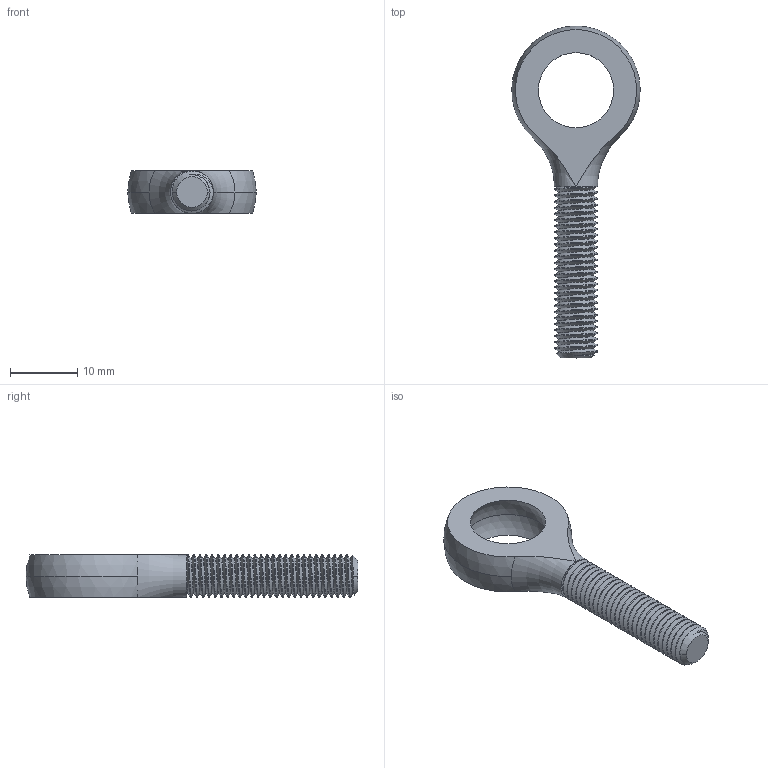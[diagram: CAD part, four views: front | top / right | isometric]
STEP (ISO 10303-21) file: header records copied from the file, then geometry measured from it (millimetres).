
FILE_DESCRIPTION (( 'STEP AP203' ), '1' );
FILE_NAME ('60645K121_Ball Joint Rod End_60645K121_sldprt.STEP', '2023-01-20T01:33:18', ( '' ), ( '' ), 'SwSTEP 2.0', 'SolidWorks 2022', '' );
FILE_SCHEMA (( 'CONFIG_CONTROL_DESIGN' ));
Length unit declared in the file: inch
Products named in the file (1): 60645K121_Ball Joint Rod End_60645K121_sldprt
Bounding box: 19.04 x 49.21 x 6.35 mm (x, y, z)
Volume: 1866.8 mm3; surface area: 1847.3 mm2
Topology: 1 solids, 1 shells, 72 faces, 207 edges, 137 vertices
Faces by surface type: cylinder 56, sphere 4, plane 4, torus 3, bspline 3, cone 2
Entity records: 7301 total; most frequent: CARTESIAN_POINT 5692, ORIENTED_EDGE 408, DIRECTION 243, EDGE_CURVE 204, VERTEX_POINT 136, AXIS2_PLACEMENT_3D 93, EDGE_LOOP 76, ADVANCED_FACE 72
